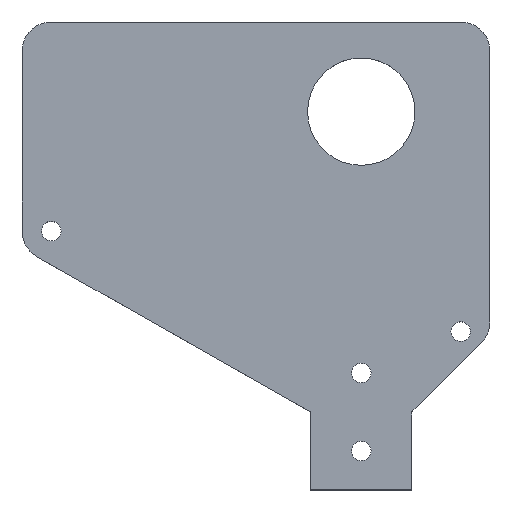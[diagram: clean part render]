
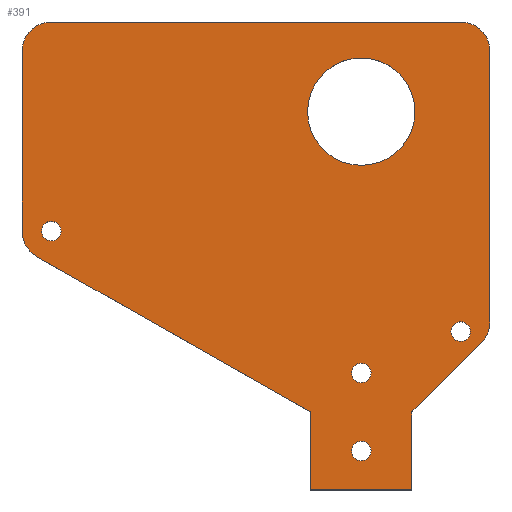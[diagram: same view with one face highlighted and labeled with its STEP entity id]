
A CAD part, top view. The second image highlights one B-rep face of the part: STEP entity #391.
In plain terms, the highlighted planar face has unit normal (0, 0, 1).
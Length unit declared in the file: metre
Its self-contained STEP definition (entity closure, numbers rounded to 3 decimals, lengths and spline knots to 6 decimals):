
#33=LINE('',#574,#61);
#36=LINE('',#580,#64);
#39=LINE('',#586,#67);
#43=LINE('',#598,#71);
#47=LINE('',#610,#75);
#51=LINE('',#622,#79);
#55=LINE('',#634,#83);
#57=LINE('',#657,#85);
#61=VECTOR('',#461,1.);
#64=VECTOR('',#466,1.);
#67=VECTOR('',#471,1.);
#71=VECTOR('',#483,1.);
#75=VECTOR('',#495,1.);
#79=VECTOR('',#507,1.);
#83=VECTOR('',#519,1.);
#85=VECTOR('',#547,1.);
#146=ORIENTED_EDGE('',*,*,#187,.F.);
#147=ORIENTED_EDGE('',*,*,#190,.F.);
#148=ORIENTED_EDGE('',*,*,#193,.F.);
#149=ORIENTED_EDGE('',*,*,#196,.T.);
#150=ORIENTED_EDGE('',*,*,#199,.F.);
#151=ORIENTED_EDGE('',*,*,#202,.T.);
#152=ORIENTED_EDGE('',*,*,#205,.F.);
#153=ORIENTED_EDGE('',*,*,#208,.T.);
#154=ORIENTED_EDGE('',*,*,#211,.F.);
#155=ORIENTED_EDGE('',*,*,#214,.T.);
#156=ORIENTED_EDGE('',*,*,#217,.F.);
#157=ORIENTED_EDGE('',*,*,#227,.F.);
#158=ORIENTED_EDGE('',*,*,#224,.F.);
#159=ORIENTED_EDGE('',*,*,#222,.F.);
#160=ORIENTED_EDGE('',*,*,#220,.F.);
#161=ORIENTED_EDGE('',*,*,#218,.F.);
#162=ORIENTED_EDGE('',*,*,#228,.F.);
#187=EDGE_CURVE('',#235,#232,#33,.T.);
#190=EDGE_CURVE('',#237,#235,#36,.T.);
#193=EDGE_CURVE('',#239,#237,#39,.T.);
#196=EDGE_CURVE('',#239,#241,#269,.T.);
#199=EDGE_CURVE('',#243,#241,#43,.T.);
#202=EDGE_CURVE('',#243,#245,#271,.T.);
#205=EDGE_CURVE('',#247,#245,#47,.T.);
#208=EDGE_CURVE('',#247,#249,#273,.T.);
#211=EDGE_CURVE('',#251,#249,#51,.T.);
#214=EDGE_CURVE('',#251,#253,#275,.T.);
#217=EDGE_CURVE('',#255,#253,#55,.T.);
#218=EDGE_CURVE('',#256,#256,#276,.T.);
#220=EDGE_CURVE('',#258,#258,#278,.T.);
#222=EDGE_CURVE('',#260,#260,#280,.T.);
#224=EDGE_CURVE('',#262,#262,#282,.T.);
#227=EDGE_CURVE('',#232,#255,#57,.T.);
#228=EDGE_CURVE('',#264,#264,#284,.T.);
#232=VERTEX_POINT('',#568);
#235=VERTEX_POINT('',#573);
#237=VERTEX_POINT('',#579);
#239=VERTEX_POINT('',#585);
#241=VERTEX_POINT('',#591);
#243=VERTEX_POINT('',#597);
#245=VERTEX_POINT('',#603);
#247=VERTEX_POINT('',#609);
#249=VERTEX_POINT('',#615);
#251=VERTEX_POINT('',#621);
#253=VERTEX_POINT('',#627);
#255=VERTEX_POINT('',#633);
#256=VERTEX_POINT('',#637);
#258=VERTEX_POINT('',#642);
#260=VERTEX_POINT('',#647);
#262=VERTEX_POINT('',#652);
#264=VERTEX_POINT('',#660);
#269=CIRCLE('',#415,0.0075);
#271=CIRCLE('',#419,0.0075);
#273=CIRCLE('',#423,0.0075);
#275=CIRCLE('',#427,0.0075);
#276=CIRCLE('',#430,0.0025);
#278=CIRCLE('',#433,0.0025);
#280=CIRCLE('',#436,0.0025);
#282=CIRCLE('',#439,0.0025);
#284=CIRCLE('',#443,0.01376);
#310=EDGE_LOOP('',(#146,#147,#148,#149,#150,#151,#152,#153,#154,#155,#156,
#157));
#311=EDGE_LOOP('',(#158));
#312=EDGE_LOOP('',(#159));
#313=EDGE_LOOP('',(#160));
#314=EDGE_LOOP('',(#161));
#315=EDGE_LOOP('',(#162));
#348=FACE_BOUND('',#310,.T.);
#349=FACE_BOUND('',#311,.T.);
#350=FACE_BOUND('',#312,.T.);
#351=FACE_BOUND('',#313,.T.);
#352=FACE_BOUND('',#314,.T.);
#353=FACE_BOUND('',#315,.T.);
#371=PLANE('',#444);
#391=ADVANCED_FACE('',(#348,#349,#350,#351,#352,#353),#371,.T.);
#415=AXIS2_PLACEMENT_3D('',#592,#477,#478);
#419=AXIS2_PLACEMENT_3D('',#604,#489,#490);
#423=AXIS2_PLACEMENT_3D('',#616,#501,#502);
#427=AXIS2_PLACEMENT_3D('',#628,#513,#514);
#430=AXIS2_PLACEMENT_3D('',#636,#522,#523);
#433=AXIS2_PLACEMENT_3D('',#641,#528,#529);
#436=AXIS2_PLACEMENT_3D('',#646,#534,#535);
#439=AXIS2_PLACEMENT_3D('',#651,#540,#541);
#443=AXIS2_PLACEMENT_3D('',#659,#550,#551);
#444=AXIS2_PLACEMENT_3D('',#661,#552,#553);
#461=DIRECTION('',(-1.,0.,0.));
#466=DIRECTION('',(0.,-1.,0.));
#471=DIRECTION('',(-0.707,-0.707,0.));
#477=DIRECTION('',(0.,0.,1.));
#478=DIRECTION('',(1.,0.,0.));
#483=DIRECTION('',(0.,-1.,0.));
#489=DIRECTION('',(0.,0.,1.));
#490=DIRECTION('',(1.,0.,0.));
#495=DIRECTION('',(1.,0.,0.));
#501=DIRECTION('',(0.,0.,1.));
#502=DIRECTION('',(1.,0.,0.));
#507=DIRECTION('',(0.,1.,0.));
#513=DIRECTION('',(0.,0.,1.));
#514=DIRECTION('',(1.,0.,0.));
#519=DIRECTION('',(-0.87,0.494,0.));
#522=DIRECTION('',(0.,0.,1.));
#523=DIRECTION('',(1.,0.,0.));
#528=DIRECTION('',(0.,0.,1.));
#529=DIRECTION('',(1.,0.,0.));
#534=DIRECTION('',(0.,0.,1.));
#535=DIRECTION('',(1.,0.,0.));
#540=DIRECTION('',(0.,0.,1.));
#541=DIRECTION('',(1.,0.,0.));
#547=DIRECTION('',(0.,1.,0.));
#550=DIRECTION('',(0.,0.,1.));
#551=DIRECTION('',(1.,0.,0.));
#552=DIRECTION('',(0.,0.,1.));
#553=DIRECTION('',(1.,0.,0.));
#568=CARTESIAN_POINT('',(-0.013,0.,0.003));
#573=CARTESIAN_POINT('',(0.013,0.,0.003));
#574=CARTESIAN_POINT('',(0.,0.,0.003));
#579=CARTESIAN_POINT('',(0.013,0.02,0.003));
#580=CARTESIAN_POINT('',(0.013,0.01,0.003));
#585=CARTESIAN_POINT('',(0.030803,0.037803,0.003));
#586=CARTESIAN_POINT('',(0.021902,0.028902,0.003));
#591=CARTESIAN_POINT('',(0.033,0.043107,0.003));
#592=CARTESIAN_POINT('',(0.0255,0.043107,0.003));
#597=CARTESIAN_POINT('',(0.033,0.1125,0.003));
#598=CARTESIAN_POINT('',(0.033,0.077803,0.003));
#603=CARTESIAN_POINT('',(0.0255,0.12,0.003));
#604=CARTESIAN_POINT('',(0.0255,0.1125,0.003));
#609=CARTESIAN_POINT('',(-0.0795,0.12,0.003));
#610=CARTESIAN_POINT('',(-0.027,0.12,0.003));
#615=CARTESIAN_POINT('',(-0.087,0.1125,0.003));
#616=CARTESIAN_POINT('',(-0.0795,0.1125,0.003));
#621=CARTESIAN_POINT('',(-0.087,0.066367,0.003));
#622=CARTESIAN_POINT('',(-0.087,0.089434,0.003));
#627=CARTESIAN_POINT('',(-0.083202,0.059844,0.003));
#628=CARTESIAN_POINT('',(-0.0795,0.066367,0.003));
#633=CARTESIAN_POINT('',(-0.013,0.02,0.003));
#634=CARTESIAN_POINT('',(-0.048101,0.039922,0.003));
#636=CARTESIAN_POINT('',(0.0255,0.04061,0.003));
#637=CARTESIAN_POINT('',(0.028,0.04061,0.003));
#641=CARTESIAN_POINT('',(-0.0795,0.066367,0.003));
#642=CARTESIAN_POINT('',(-0.077,0.066367,0.003));
#646=CARTESIAN_POINT('',(0.,0.03,0.003));
#647=CARTESIAN_POINT('',(0.0025,0.03,0.003));
#651=CARTESIAN_POINT('',(0.,0.01,0.003));
#652=CARTESIAN_POINT('',(0.0025,0.01,0.003));
#657=CARTESIAN_POINT('',(-0.013,0.01,0.003));
#659=CARTESIAN_POINT('',(0.,0.097,0.003));
#660=CARTESIAN_POINT('',(0.01376,0.097,0.003));
#661=CARTESIAN_POINT('',(-0.034963,0.07225,0.003));
